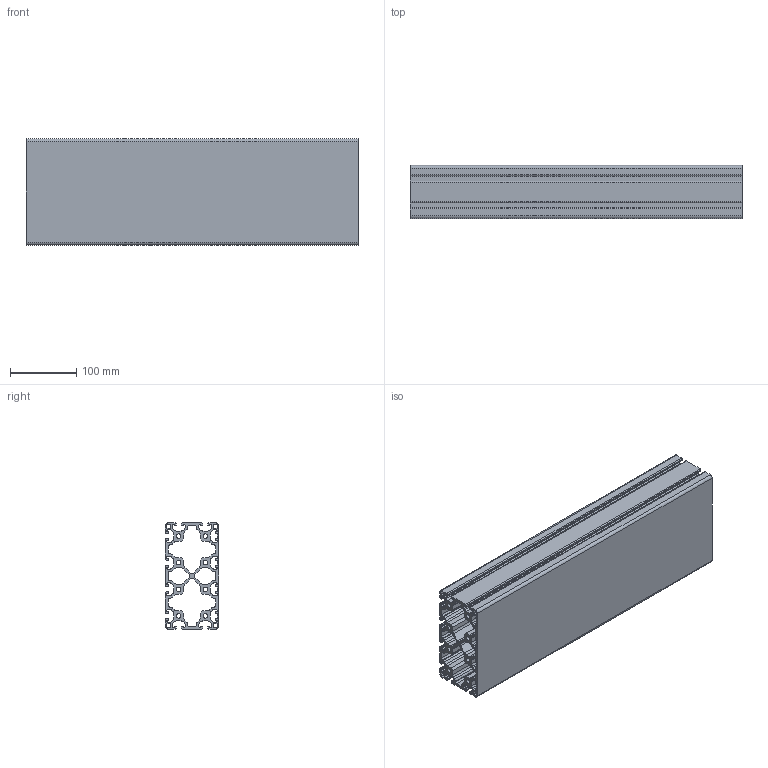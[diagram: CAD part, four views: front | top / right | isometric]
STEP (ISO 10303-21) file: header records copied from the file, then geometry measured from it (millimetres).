
FILE_DESCRIPTION (( 'STEP AP214' ), '1' );
FILE_NAME ('RP1396 8 160x80 Light 4N.STEP', '2026-02-24T13:51:18', ( '' ), ( '' ), 'SwSTEP 2.0', 'SolidWorks 2026', '' );
FILE_SCHEMA (( 'AUTOMOTIVE_DESIGN' ));
Length unit declared in the file: millimetre
Products named in the file (1): RP1396 8 160x80 Light 4N
Bounding box: 500 x 80 x 160 mm (x, y, z)
Volume: 1937577.8 mm3; surface area: 1017691.4 mm2
Topology: 1 solids, 1 shells, 523 faces, 1563 edges, 1042 vertices
Faces by surface type: cylinder 265, plane 258
Entity records: 17850 total; most frequent: DIRECTION 3141, CARTESIAN_POINT 3129, ORIENTED_EDGE 3126, EDGE_CURVE 1563, AXIS2_PLACEMENT_3D 1054, VERTEX_POINT 1042, LINE 1033, VECTOR 1033
